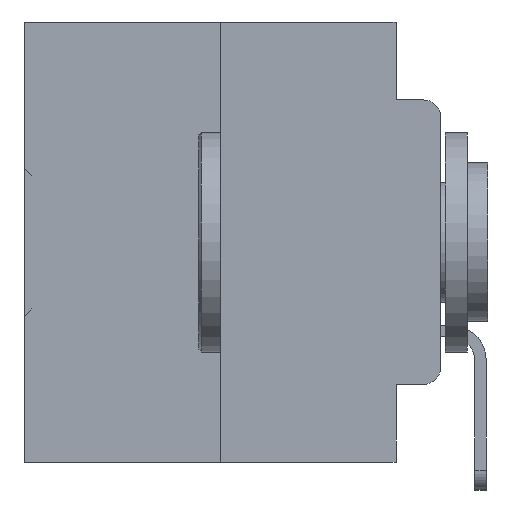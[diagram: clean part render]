
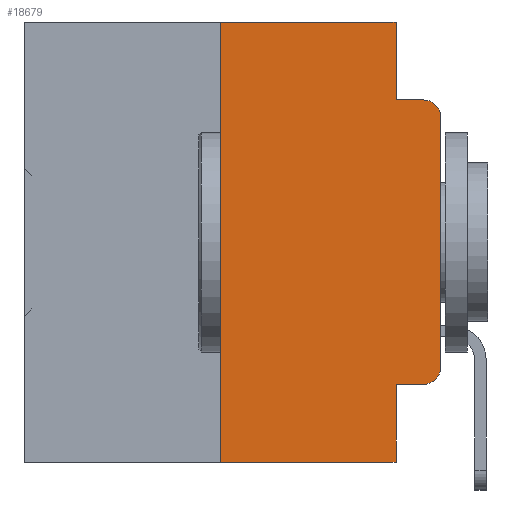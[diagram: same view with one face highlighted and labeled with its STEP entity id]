
A CAD part, left-side view. The second image highlights one B-rep face of the part: STEP entity #18679.
In plain terms, the highlighted planar face has unit normal (-1, 0, 0).
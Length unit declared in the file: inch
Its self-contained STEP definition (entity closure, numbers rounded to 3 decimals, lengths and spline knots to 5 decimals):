
#1392 = DIRECTION ( 'NONE',  ( 0., 0., -1. ) ) ;
#1509 = DIRECTION ( 'NONE',  ( 0., -1., 0. ) ) ;
#1872 = ORIENTED_EDGE ( 'NONE', *, *, #28445, .T. ) ;
#2856 = VECTOR ( 'NONE', #15075, 39.37008 ) ;
#4454 = EDGE_LOOP ( 'NONE', ( #24750, #29007, #16929, #21740, #12075, #5448, #18273, #12542, #1872, #32542 ) ) ;
#4562 = VERTEX_POINT ( 'NONE', #23262 ) ;
#5048 = CARTESIAN_POINT ( 'NONE',  ( 0., 0.051, -0.4115 ) ) ;
#5448 = ORIENTED_EDGE ( 'NONE', *, *, #29811, .F. ) ;
#5615 = DIRECTION ( 'NONE',  ( 0., -1., 0. ) ) ;
#5863 = VECTOR ( 'NONE', #1509, 39.37008 ) ;
#6273 = LINE ( 'NONE', #9828, #34153 ) ;
#6308 = CARTESIAN_POINT ( 'NONE',  ( 0., 0.473, 0. ) ) ;
#6794 = EDGE_CURVE ( 'NONE', #4562, #34821, #32997, .T. ) ;
#7398 = FACE_OUTER_BOUND ( 'NONE', #4454, .T. ) ;
#8697 = VECTOR ( 'NONE', #31483, 39.37008 ) ;
#9070 = VERTEX_POINT ( 'NONE', #11527 ) ;
#9145 = DIRECTION ( 'NONE',  ( 1., 0., 0. ) ) ;
#9695 = CARTESIAN_POINT ( 'NONE',  ( 0., 0., -0.3915 ) ) ;
#9828 = CARTESIAN_POINT ( 'NONE',  ( 0., 0., 0. ) ) ;
#9923 = VERTEX_POINT ( 'NONE', #29595 ) ;
#10761 = EDGE_CURVE ( 'NONE', #18928, #9923, #18494, .T. ) ;
#11008 = VECTOR ( 'NONE', #5615, 39.37008 ) ;
#11527 = CARTESIAN_POINT ( 'NONE',  ( 0., 0.051, -0.4115 ) ) ;
#11994 = VECTOR ( 'NONE', #1392, 39.37008 ) ;
#12014 = CARTESIAN_POINT ( 'NONE',  ( 0., 0.25, 0. ) ) ;
#12027 = VERTEX_POINT ( 'NONE', #24389 ) ;
#12075 = ORIENTED_EDGE ( 'NONE', *, *, #10761, .F. ) ;
#12542 = ORIENTED_EDGE ( 'NONE', *, *, #27317, .F. ) ;
#13052 = DIRECTION ( 'NONE',  ( -1., 0., 0. ) ) ;
#13462 = AXIS2_PLACEMENT_3D ( 'NONE', #29686, #13052, #32471 ) ;
#13860 = AXIS2_PLACEMENT_3D ( 'NONE', #6308, #9145, #28642 ) ;
#14171 = VECTOR ( 'NONE', #34959, 39.37008 ) ;
#14392 = AXIS2_PLACEMENT_3D ( 'NONE', #33013, #16461, #35778 ) ;
#15075 = DIRECTION ( 'NONE',  ( 0., -1., 0. ) ) ;
#15696 = CARTESIAN_POINT ( 'NONE',  ( 0., 0.051, -0.0885 ) ) ;
#16461 = DIRECTION ( 'NONE',  ( -1., 0., 0. ) ) ;
#16929 = ORIENTED_EDGE ( 'NONE', *, *, #24523, .F. ) ;
#18273 = ORIENTED_EDGE ( 'NONE', *, *, #6794, .T. ) ;
#18494 = LINE ( 'NONE', #27889, #11008 ) ;
#18679 = ADVANCED_FACE ( 'NONE', ( #7398 ), #23145, .F. ) ;
#18928 = VERTEX_POINT ( 'NONE', #32480 ) ;
#19317 = VECTOR ( 'NONE', #32884, 39.37008 ) ;
#19490 = VERTEX_POINT ( 'NONE', #9695 ) ;
#20559 = CARTESIAN_POINT ( 'NONE',  ( 0., 0.473, -0.5 ) ) ;
#20864 = CIRCLE ( 'NONE', #14392, 0.02 ) ;
#20985 = EDGE_CURVE ( 'NONE', #19490, #23276, #6273, .T. ) ;
#21002 = CARTESIAN_POINT ( 'NONE',  ( 0., 0., -0.1085 ) ) ;
#21217 = CARTESIAN_POINT ( 'NONE',  ( 0., 0.051, 0. ) ) ;
#21740 = ORIENTED_EDGE ( 'NONE', *, *, #32344, .F. ) ;
#23145 = PLANE ( 'NONE',  #13860 ) ;
#23262 = CARTESIAN_POINT ( 'NONE',  ( 0., 0.25, -0.5 ) ) ;
#23276 = VERTEX_POINT ( 'NONE', #21002 ) ;
#24007 = CARTESIAN_POINT ( 'NONE',  ( 0., 0.051, 0. ) ) ;
#24089 = EDGE_CURVE ( 'NONE', #35118, #19490, #20864, .T. ) ;
#24389 = CARTESIAN_POINT ( 'NONE',  ( 0., 0.02, -0.0885 ) ) ;
#24523 = EDGE_CURVE ( 'NONE', #33749, #12027, #35494, .T. ) ;
#24750 = ORIENTED_EDGE ( 'NONE', *, *, #20985, .T. ) ;
#25228 = EDGE_CURVE ( 'NONE', #23276, #12027, #27713, .T. ) ;
#26561 = DIRECTION ( 'NONE',  ( 0., 0., 1. ) ) ;
#26674 = LINE ( 'NONE', #5048, #19317 ) ;
#27018 = CARTESIAN_POINT ( 'NONE',  ( 0., 0.051, -0.0885 ) ) ;
#27317 = EDGE_CURVE ( 'NONE', #9070, #34821, #29767, .T. ) ;
#27713 = CIRCLE ( 'NONE', #13462, 0.02 ) ;
#27889 = CARTESIAN_POINT ( 'NONE',  ( 0., 0.473, 0. ) ) ;
#28422 = CARTESIAN_POINT ( 'NONE',  ( 0., 0.051, -0.5 ) ) ;
#28445 = EDGE_CURVE ( 'NONE', #9070, #35118, #26674, .T. ) ;
#28642 = DIRECTION ( 'NONE',  ( 0., 0., -1. ) ) ;
#29007 = ORIENTED_EDGE ( 'NONE', *, *, #25228, .T. ) ;
#29595 = CARTESIAN_POINT ( 'NONE',  ( 0., 0.051, 0. ) ) ;
#29686 = CARTESIAN_POINT ( 'NONE',  ( 0., 0.02, -0.1085 ) ) ;
#29767 = LINE ( 'NONE', #21217, #14171 ) ;
#29811 = EDGE_CURVE ( 'NONE', #4562, #18928, #30025, .T. ) ;
#30025 = LINE ( 'NONE', #12014, #8697 ) ;
#31483 = DIRECTION ( 'NONE',  ( 0., 0., 1. ) ) ;
#32344 = EDGE_CURVE ( 'NONE', #9923, #33749, #33312, .T. ) ;
#32471 = DIRECTION ( 'NONE',  ( 0., 0., -1. ) ) ;
#32480 = CARTESIAN_POINT ( 'NONE',  ( 0., 0.25, 0. ) ) ;
#32542 = ORIENTED_EDGE ( 'NONE', *, *, #24089, .T. ) ;
#32884 = DIRECTION ( 'NONE',  ( 0., -1., 0. ) ) ;
#32997 = LINE ( 'NONE', #20559, #2856 ) ;
#33013 = CARTESIAN_POINT ( 'NONE',  ( 0., 0.02, -0.3915 ) ) ;
#33312 = LINE ( 'NONE', #24007, #11994 ) ;
#33749 = VERTEX_POINT ( 'NONE', #27018 ) ;
#34153 = VECTOR ( 'NONE', #26561, 39.37008 ) ;
#34821 = VERTEX_POINT ( 'NONE', #28422 ) ;
#34959 = DIRECTION ( 'NONE',  ( 0., 0., -1. ) ) ;
#35118 = VERTEX_POINT ( 'NONE', #35259 ) ;
#35259 = CARTESIAN_POINT ( 'NONE',  ( 0., 0.02, -0.4115 ) ) ;
#35494 = LINE ( 'NONE', #15696, #5863 ) ;
#35778 = DIRECTION ( 'NONE',  ( 0., 0., -1. ) ) ;
